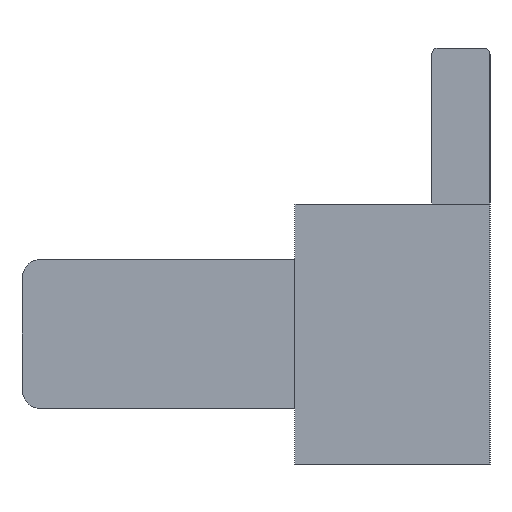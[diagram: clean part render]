
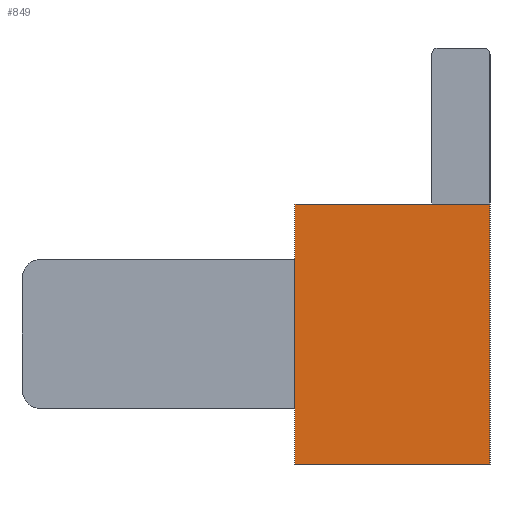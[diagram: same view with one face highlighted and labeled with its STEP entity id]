
A CAD part, left-side view. The second image highlights one B-rep face of the part: STEP entity #849.
In plain terms, the highlighted planar face has unit normal (-1, 0, 0).
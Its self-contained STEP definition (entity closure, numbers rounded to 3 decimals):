
#10 = CARTESIAN_POINT ( 'NONE',  ( -8.3, 3., -2. ) ) ;
#59 = CARTESIAN_POINT ( 'NONE',  ( -8.3, 3., -2. ) ) ;
#141 = AXIS2_PLACEMENT_3D ( 'NONE', #10, #1971, #2186 ) ;
#147 = VECTOR ( 'NONE', #637, 1000. ) ;
#247 = CARTESIAN_POINT ( 'NONE',  ( -8.3, 0., 2. ) ) ;
#286 = ORIENTED_EDGE ( 'NONE', *, *, #1289, .F. ) ;
#290 = VECTOR ( 'NONE', #1771, 1000. ) ;
#377 = VERTEX_POINT ( 'NONE', #59 ) ;
#637 = DIRECTION ( 'NONE',  ( 0., -1., 0. ) ) ;
#719 = EDGE_CURVE ( 'NONE', #377, #2782, #3405, .T. ) ;
#807 = CARTESIAN_POINT ( 'NONE',  ( -8.3, 3., 2. ) ) ;
#849 = ADVANCED_FACE ( 'NONE', ( #3302 ), #2781, .F. ) ;
#855 = VERTEX_POINT ( 'NONE', #807 ) ;
#890 = CARTESIAN_POINT ( 'NONE',  ( -8.3, 3., -2. ) ) ;
#956 = DIRECTION ( 'NONE',  ( 0., 0., 1. ) ) ;
#1061 = CARTESIAN_POINT ( 'NONE',  ( -8.3, 0., -2. ) ) ;
#1259 = CARTESIAN_POINT ( 'NONE',  ( -8.3, 3., -2. ) ) ;
#1261 = CARTESIAN_POINT ( 'NONE',  ( -8.3, 3., 2. ) ) ;
#1289 = EDGE_CURVE ( 'NONE', #377, #855, #3423, .T. ) ;
#1363 = ORIENTED_EDGE ( 'NONE', *, *, #719, .T. ) ;
#1461 = LINE ( 'NONE', #1261, #147 ) ;
#1607 = EDGE_LOOP ( 'NONE', ( #3161, #3489, #286, #1363 ) ) ;
#1771 = DIRECTION ( 'NONE',  ( 0., 0., 1. ) ) ;
#1800 = LINE ( 'NONE', #2342, #3089 ) ;
#1971 = DIRECTION ( 'NONE',  ( 1., 0., 0. ) ) ;
#2005 = DIRECTION ( 'NONE',  ( 0., -1., 0. ) ) ;
#2093 = EDGE_CURVE ( 'NONE', #855, #3450, #1461, .T. ) ;
#2186 = DIRECTION ( 'NONE',  ( 0., 0., -1. ) ) ;
#2342 = CARTESIAN_POINT ( 'NONE',  ( -8.3, 0., -2. ) ) ;
#2564 = VECTOR ( 'NONE', #2005, 1000. ) ;
#2781 = PLANE ( 'NONE',  #141 ) ;
#2782 = VERTEX_POINT ( 'NONE', #1061 ) ;
#3089 = VECTOR ( 'NONE', #956, 1000. ) ;
#3100 = EDGE_CURVE ( 'NONE', #2782, #3450, #1800, .T. ) ;
#3161 = ORIENTED_EDGE ( 'NONE', *, *, #3100, .T. ) ;
#3302 = FACE_OUTER_BOUND ( 'NONE', #1607, .T. ) ;
#3405 = LINE ( 'NONE', #890, #2564 ) ;
#3423 = LINE ( 'NONE', #1259, #290 ) ;
#3450 = VERTEX_POINT ( 'NONE', #247 ) ;
#3489 = ORIENTED_EDGE ( 'NONE', *, *, #2093, .F. ) ;
